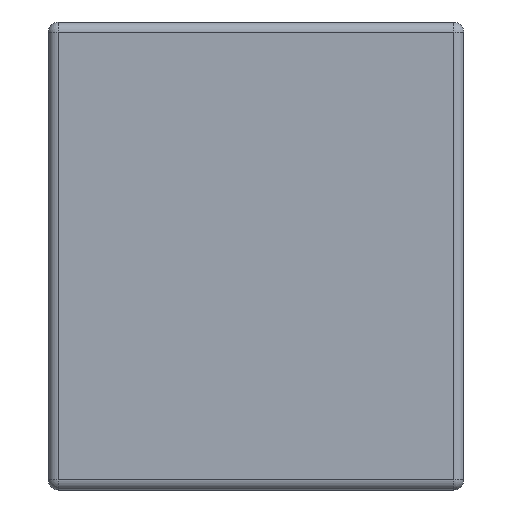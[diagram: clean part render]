
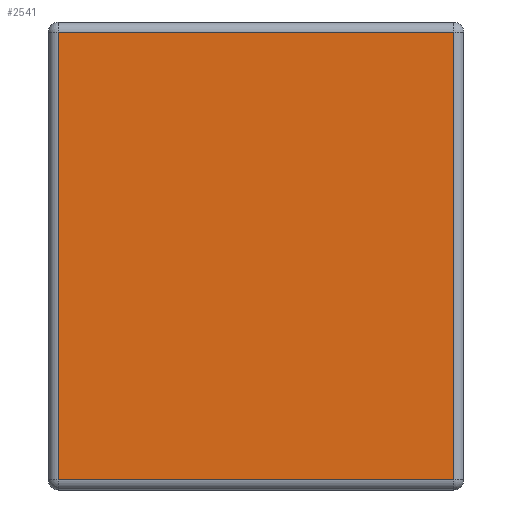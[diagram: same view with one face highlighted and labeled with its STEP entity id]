
A CAD part, left-side view. The second image highlights one B-rep face of the part: STEP entity #2541.
In plain terms, the highlighted planar face has unit normal (-1, 0, 0).
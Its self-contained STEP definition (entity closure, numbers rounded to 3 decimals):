
#195=PLANE('',#2767);
#289=FACE_OUTER_BOUND('',#441,.T.);
#441=EDGE_LOOP('',(#1835,#1836,#1837,#1838));
#597=LINE('',#3505,#847);
#599=LINE('',#3513,#849);
#602=LINE('',#3526,#852);
#604=LINE('',#3535,#854);
#847=VECTOR('',#2941,10.);
#849=VECTOR('',#2949,10.);
#852=VECTOR('',#2964,10.);
#854=VECTOR('',#2976,10.);
#1138=VERTEX_POINT('',#3502);
#1139=VERTEX_POINT('',#3504);
#1142=VERTEX_POINT('',#3512);
#1144=VERTEX_POINT('',#3520);
#1390=EDGE_CURVE('',#1138,#1139,#597,.T.);
#1394=EDGE_CURVE('',#1139,#1142,#599,.T.);
#1401=EDGE_CURVE('',#1142,#1144,#602,.T.);
#1406=EDGE_CURVE('',#1144,#1138,#604,.T.);
#1835=ORIENTED_EDGE('',*,*,#1390,.F.);
#1836=ORIENTED_EDGE('',*,*,#1406,.F.);
#1837=ORIENTED_EDGE('',*,*,#1401,.F.);
#1838=ORIENTED_EDGE('',*,*,#1394,.F.);
#2541=ADVANCED_FACE('',(#289),#195,.T.);
#2767=AXIS2_PLACEMENT_3D('',#3558,#3004,#3005);
#2941=DIRECTION('',(0.,0.,1.));
#2949=DIRECTION('',(0.,-1.,0.));
#2964=DIRECTION('',(0.,0.,-1.));
#2976=DIRECTION('',(0.,1.,0.));
#3004=DIRECTION('center_axis',(-1.,0.,0.));
#3005=DIRECTION('ref_axis',(0.,-1.,0.));
#3502=CARTESIAN_POINT('',(-0.8,0.38,0.02));
#3504=CARTESIAN_POINT('',(-0.8,0.38,0.88));
#3505=CARTESIAN_POINT('',(-0.8,0.38,0.));
#3512=CARTESIAN_POINT('',(-0.8,-0.38,0.88));
#3513=CARTESIAN_POINT('',(-0.8,0.2,0.88));
#3520=CARTESIAN_POINT('',(-0.8,-0.38,0.02));
#3526=CARTESIAN_POINT('',(-0.8,-0.38,0.));
#3535=CARTESIAN_POINT('',(-0.8,0.2,0.02));
#3558=CARTESIAN_POINT('Origin',(-0.8,0.4,0.));
